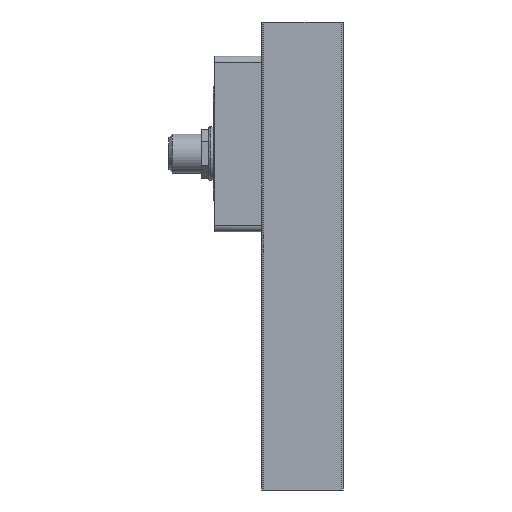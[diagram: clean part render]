
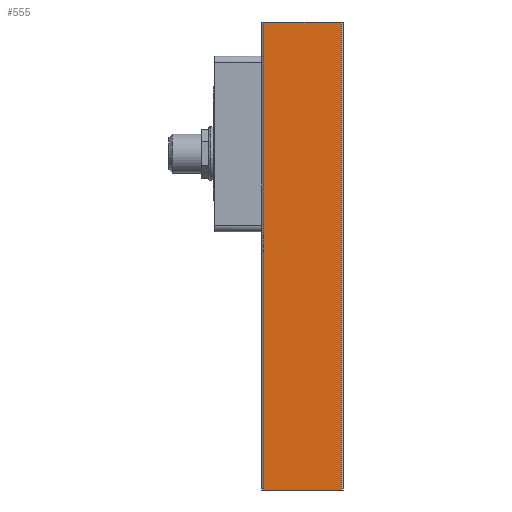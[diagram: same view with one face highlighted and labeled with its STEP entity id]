
A CAD part, left-side view. The second image highlights one B-rep face of the part: STEP entity #555.
In plain terms, the highlighted planar face has unit normal (-1, 0, 0).
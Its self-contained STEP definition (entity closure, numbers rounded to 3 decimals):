
#218 = CARTESIAN_POINT ( 'NONE',  ( 0., 0.5, 31. ) ) ;
#555 = ADVANCED_FACE ( 'NONE', ( #4980 ), #9378, .F. ) ;
#724 = VERTEX_POINT ( 'NONE', #774 ) ;
#774 = CARTESIAN_POINT ( 'NONE',  ( 0., 0.5, -113. ) ) ;
#839 = DIRECTION ( 'NONE',  ( 0., 0., -1. ) ) ;
#1063 = EDGE_CURVE ( 'NONE', #5099, #724, #5234, .T. ) ;
#1178 = VECTOR ( 'NONE', #8446, 1000. ) ;
#1356 = CARTESIAN_POINT ( 'NONE',  ( 0., 24.5, 29.5 ) ) ;
#1794 = EDGE_CURVE ( 'NONE', #3387, #6534, #2227, .T. ) ;
#1833 = CARTESIAN_POINT ( 'NONE',  ( 0., 24.5, -113. ) ) ;
#1863 = CARTESIAN_POINT ( 'NONE',  ( 0., 24.5, -113. ) ) ;
#2172 = VECTOR ( 'NONE', #839, 1000. ) ;
#2178 = DIRECTION ( 'NONE',  ( 0., 0., 1. ) ) ;
#2227 = LINE ( 'NONE', #1356, #8363 ) ;
#2513 = EDGE_CURVE ( 'NONE', #6534, #5099, #5486, .T. ) ;
#2728 = ORIENTED_EDGE ( 'NONE', *, *, #1794, .F. ) ;
#2766 = DIRECTION ( 'NONE',  ( 1., 0., 0. ) ) ;
#3387 = VERTEX_POINT ( 'NONE', #1863 ) ;
#3483 = CARTESIAN_POINT ( 'NONE',  ( 0., 24.5, 29.5 ) ) ;
#4141 = ORIENTED_EDGE ( 'NONE', *, *, #2513, .F. ) ;
#4255 = DIRECTION ( 'NONE',  ( 0., 0., -1. ) ) ;
#4693 = EDGE_LOOP ( 'NONE', ( #4736, #9201, #4141, #2728 ) ) ;
#4736 = ORIENTED_EDGE ( 'NONE', *, *, #7105, .T. ) ;
#4980 = FACE_OUTER_BOUND ( 'NONE', #4693, .T. ) ;
#5099 = VERTEX_POINT ( 'NONE', #218 ) ;
#5234 = LINE ( 'NONE', #5961, #2172 ) ;
#5392 = AXIS2_PLACEMENT_3D ( 'NONE', #3483, #2766, #4255 ) ;
#5486 = LINE ( 'NONE', #8587, #1178 ) ;
#5611 = VECTOR ( 'NONE', #7725, 1000. ) ;
#5961 = CARTESIAN_POINT ( 'NONE',  ( 0., 0.5, 29.5 ) ) ;
#6183 = LINE ( 'NONE', #1833, #5611 ) ;
#6534 = VERTEX_POINT ( 'NONE', #8194 ) ;
#7105 = EDGE_CURVE ( 'NONE', #3387, #724, #6183, .T. ) ;
#7725 = DIRECTION ( 'NONE',  ( 0., -1., 0. ) ) ;
#8194 = CARTESIAN_POINT ( 'NONE',  ( 0., 24.5, 31. ) ) ;
#8363 = VECTOR ( 'NONE', #2178, 1000. ) ;
#8446 = DIRECTION ( 'NONE',  ( 0., -1., 0. ) ) ;
#8587 = CARTESIAN_POINT ( 'NONE',  ( 0., 24.5, 31. ) ) ;
#9201 = ORIENTED_EDGE ( 'NONE', *, *, #1063, .F. ) ;
#9378 = PLANE ( 'NONE',  #5392 ) ;
